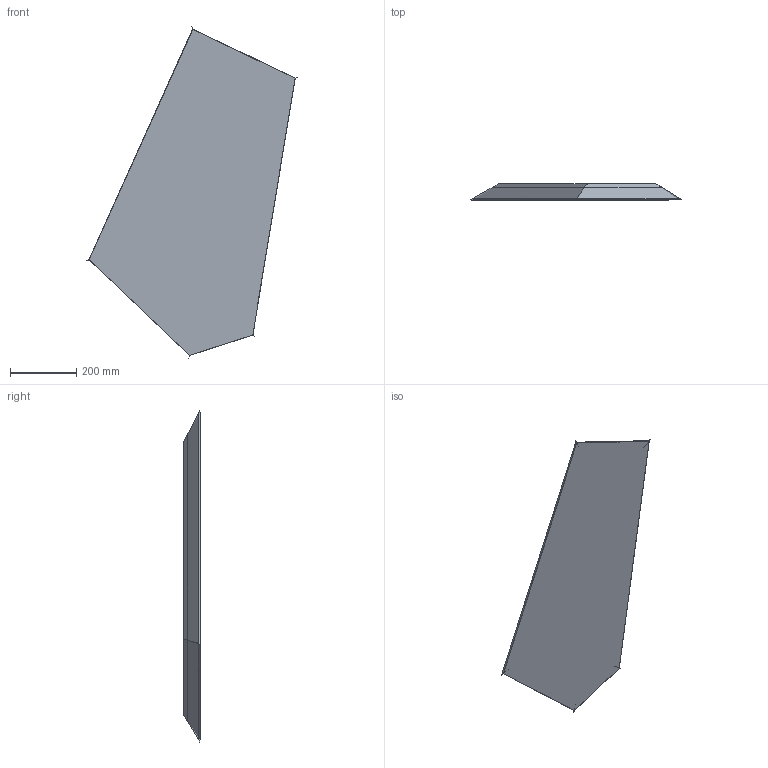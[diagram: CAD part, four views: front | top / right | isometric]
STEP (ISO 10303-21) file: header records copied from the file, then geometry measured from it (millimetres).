
FILE_DESCRIPTION(/* description */ (''),/* implementation_level */ '2;1');
FILE_NAME(/* name */ '168326 - mirage sagomato modC',/* time_stamp */ '2014-07-31T12:27:10+02:00',/* author */ (''),/* organization */ (''),/* preprocessor_version */ 'ST-DEVELOPER v10',/* originating_system */ '',/* authorisation */ '');
FILE_SCHEMA (('CONFIG_CONTROL_DESIGN'));
Length unit declared in the file: millimetre
Products named in the file (1): 1
Bounding box: 638.44 x 49 x 1003.41 mm (x, y, z)
Volume: 5375994.3 mm3; surface area: 1284283.5 mm2
Topology: 2 solids, 2 shells, 17 faces, 80 edges, 65 vertices
Faces by surface type: bspline 11, plane 6
Entity records: 2189 total; most frequent: CARTESIAN_POINT 1682, ORIENTED_EDGE 120, EDGE_CURVE 60, B_SPLINE_CURVE_WITH_KNOTS 60, VERTEX_POINT 45, DIRECTION 22, COMPOSITE_CURVE_SEGMENT 20, ADVANCED_FACE 17
